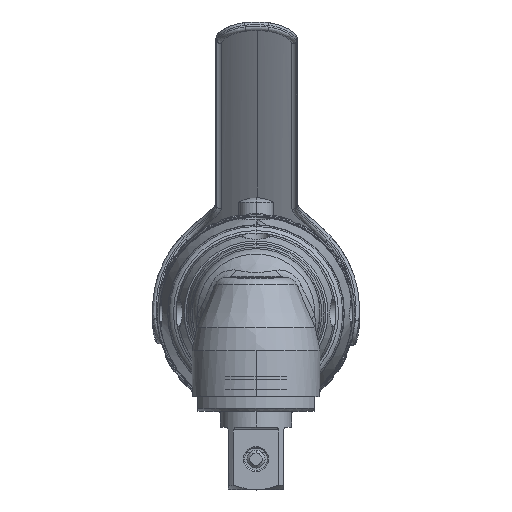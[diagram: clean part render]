
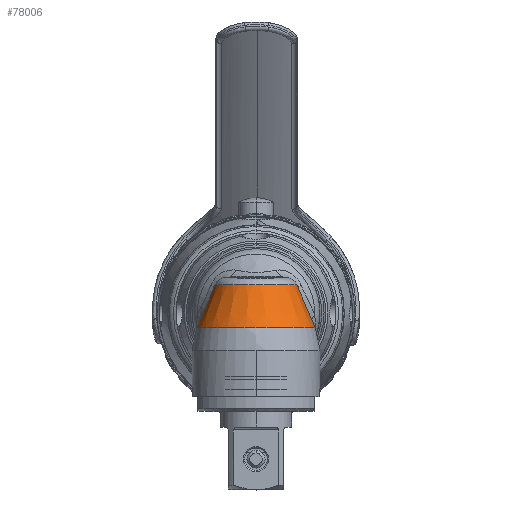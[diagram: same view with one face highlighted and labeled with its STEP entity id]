
A CAD part, top view. The second image highlights one B-rep face of the part: STEP entity #78006.
In plain terms, the highlighted conical face has half-angle 23.199 degrees and reference radius 8.605 mm.
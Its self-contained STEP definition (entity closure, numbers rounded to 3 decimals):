
#75770=CARTESIAN_POINT('',(0.,4.788,0.));
#75771=DIRECTION('',(0.,1.,0.));
#75772=DIRECTION('',(-0.224,0.,0.975));
#75773=AXIS2_PLACEMENT_3D('',#75770,#75771,#75772);
#75778=CARTESIAN_POINT('',(-1.572,4.788,
6.841));
#75943=CARTESIAN_POINT('',(-2.819,-2.613,
9.794));
#75944=CARTESIAN_POINT('',(-2.815,-2.602,
9.79));
#75945=CARTESIAN_POINT('',(-2.806,-2.58,
9.783));
#75946=CARTESIAN_POINT('',(-2.794,-2.548,
9.772));
#75947=CARTESIAN_POINT('',(-2.786,-2.527,
9.765));
#75948=CARTESIAN_POINT('',(-2.782,-2.516,
9.761));
#75953=CARTESIAN_POINT('',(-2.782,-2.516,
9.761));
#75954=CARTESIAN_POINT('',(-2.67,-2.217,
9.66));
#75955=CARTESIAN_POINT('',(-2.464,-1.633,
9.456));
#75956=CARTESIAN_POINT('',(-2.211,-0.816,
9.158));
#75957=CARTESIAN_POINT('',(-1.997,-0.005,
8.851));
#75958=CARTESIAN_POINT('',(-1.815,0.843,
8.519));
#75959=CARTESIAN_POINT('',(-1.675,1.719,
8.165));
#75960=CARTESIAN_POINT('',(-1.58,2.639,
7.782));
#75961=CARTESIAN_POINT('',(-1.536,3.645,
7.35));
#75962=CARTESIAN_POINT('',(-1.552,4.396,
7.018));
#75963=CARTESIAN_POINT('',(-1.572,4.788,
6.841));
#75968=CARTESIAN_POINT('',(-1.572,4.788,
-6.841));
#75969=CARTESIAN_POINT('',(-1.558,4.519,
-6.962));
#75970=CARTESIAN_POINT('',(-1.541,3.986,
-7.2));
#75971=CARTESIAN_POINT('',(-1.552,3.215,
-7.536));
#75972=CARTESIAN_POINT('',(-1.6,2.424,
-7.872));
#75973=CARTESIAN_POINT('',(-1.684,1.667,
-8.185));
#75974=CARTESIAN_POINT('',(-1.801,0.931,
-8.483));
#75975=CARTESIAN_POINT('',(-1.955,0.177,
-8.781));
#75976=CARTESIAN_POINT('',(-2.159,-0.634,
-9.091));
#75977=CARTESIAN_POINT('',(-2.428,-1.53,
-9.42));
#75978=CARTESIAN_POINT('',(-2.655,-2.179,
-9.647));
#75979=CARTESIAN_POINT('',(-2.782,-2.516,
-9.761));
#75984=CARTESIAN_POINT('',(-2.782,-2.516,
-9.761));
#75985=CARTESIAN_POINT('',(-2.786,-2.527,
-9.765));
#75986=CARTESIAN_POINT('',(-2.794,-2.548,
-9.772));
#75987=CARTESIAN_POINT('',(-2.806,-2.58,
-9.783));
#75988=CARTESIAN_POINT('',(-2.815,-2.602,
-9.79));
#75989=CARTESIAN_POINT('',(-2.819,-2.613,
-9.794));
#75994=CARTESIAN_POINT('',(0.,-2.613,0.));
#75995=DIRECTION('',(0.,1.,0.));
#75996=DIRECTION('',(-0.277,0.,0.961));
#75997=AXIS2_PLACEMENT_3D('',#75994,#75995,#75996);
#76055=CARTESIAN_POINT('',(-2.819,-2.613,
9.794));
#77457=VERTEX_POINT('',#75968);
#77458=VERTEX_POINT('',#75979);
#77464=VERTEX_POINT('',#75778);
#77468=VERTEX_POINT('',#75953);
#77477=VERTEX_POINT('',#76055);
#77479=VERTEX_POINT('',#75989);
#77989=CARTESIAN_POINT('',(0.,1.087,0.));
#77990=DIRECTION('',(0.,-1.,0.));
#77991=DIRECTION('',(1.,0.,0.));
#77992=AXIS2_PLACEMENT_3D('',#77989,#77990,#77991);
#77993=CONICAL_SURFACE('',#77992,8.605,23.199);
#77995=ORIENTED_EDGE('',*,*,#77994,.F.);
#77997=ORIENTED_EDGE('',*,*,#77996,.T.);
#77999=ORIENTED_EDGE('',*,*,#77998,.T.);
#78000=ORIENTED_EDGE('',*,*,#77771,.T.);
#78001=ORIENTED_EDGE('',*,*,#77973,.T.);
#78003=ORIENTED_EDGE('',*,*,#78002,.T.);
#78004=EDGE_LOOP('',(#77995,#77997,#77999,#78000,#78001,#78003));
#78005=FACE_OUTER_BOUND('',#78004,.F.);
#78006=ADVANCED_FACE('',(#78005),#77993,.T.);
#75774=CIRCLE('',#75773,7.019);
#75949=B_SPLINE_CURVE_WITH_KNOTS('',3,(#75943,#75944,#75945,#75946,#75947,
#75948),.UNSPECIFIED.,.F.,.F.,(4,1,1,4),(0.,0.333,
0.667,1.),.UNSPECIFIED.);
#75964=B_SPLINE_CURVE_WITH_KNOTS('',3,(#75953,#75954,#75955,#75956,#75957,
#75958,#75959,#75960,#75961,#75962,#75963),.UNSPECIFIED.,.F.,.F.,(4,1,1,1,1,1,1,
1,4),(0.,0.125,0.25,0.375,0.5,0.625,0.75,0.875,1.),
.UNSPECIFIED.);
#75980=B_SPLINE_CURVE_WITH_KNOTS('',3,(#75968,#75969,#75970,#75971,#75972,
#75973,#75974,#75975,#75976,#75977,#75978,#75979),.UNSPECIFIED.,.F.,.F.,(4,1,1,
1,1,1,1,1,1,4),(0.,0.111,0.222,0.333,
0.444,0.556,0.667,0.778,
0.889,1.),.UNSPECIFIED.);
#75990=B_SPLINE_CURVE_WITH_KNOTS('',3,(#75984,#75985,#75986,#75987,#75988,
#75989),.UNSPECIFIED.,.F.,.F.,(4,1,1,4),(0.,0.333,
0.667,1.),.UNSPECIFIED.);
#75998=CIRCLE('',#75997,10.191);
#77771=EDGE_CURVE('',#77464,#77457,#75774,.T.);
#77973=EDGE_CURVE('',#77457,#77458,#75980,.T.);
#77994=EDGE_CURVE('',#77477,#77479,#75998,.T.);
#77996=EDGE_CURVE('',#77477,#77468,#75949,.T.);
#77998=EDGE_CURVE('',#77468,#77464,#75964,.T.);
#78002=EDGE_CURVE('',#77458,#77479,#75990,.T.);
